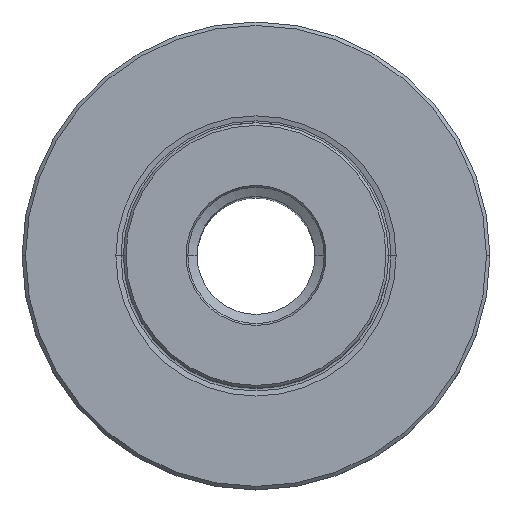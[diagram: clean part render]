
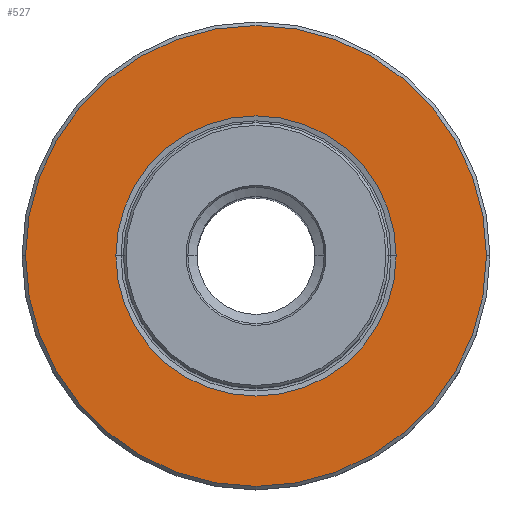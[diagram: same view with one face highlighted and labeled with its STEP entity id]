
A CAD part, top view. The second image highlights one B-rep face of the part: STEP entity #527.
In plain terms, the highlighted planar face has unit normal (0, 0, 1).
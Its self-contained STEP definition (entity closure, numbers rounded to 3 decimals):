
#253=VERTEX_POINT('NONE',#677);
#263=EDGE_CURVE('NONE',#575,#327,#687,.T.);
#327=VERTEX_POINT('NONE',#761);
#387=EDGE_CURVE('NONE',#449,#253,#830,.T.);
#409=EDGE_CURVE('NONE',#253,#449,#852,.T.);
#449=VERTEX_POINT('NONE',#896);
#519=EDGE_CURVE('NONE',#327,#575,#972,.T.);
#527=ADVANCED_FACE('NONE',(#980,#981),#982,.T.);
#575=VERTEX_POINT('NONE',#1034);
#677=CARTESIAN_POINT('',(19.012,0.,0.0));
#687=CIRCLE('',#1156,31.275);
#761=CARTESIAN_POINT('',(-31.275,0.,0.0));
#830=CIRCLE('',#1384,19.012);
#852=CIRCLE('',#1416,19.012);
#896=CARTESIAN_POINT('',(-19.012,0.,0.0));
#972=CIRCLE('',#1669,31.275);
#980=FACE_OUTER_BOUND('',#1679,.T.);
#981=FACE_BOUND('',#1680,.T.);
#982=PLANE('',#1681);
#1034=CARTESIAN_POINT('',(31.275,0.,0.0));
#1156=AXIS2_PLACEMENT_3D('',#1901,#1902,#1903);
#1384=AXIS2_PLACEMENT_3D('',#2115,#2116,#2117);
#1416=AXIS2_PLACEMENT_3D('',#2130,#2131,#2132);
#1669=AXIS2_PLACEMENT_3D('',#2259,#2260,#2261);
#1679=EDGE_LOOP('',(#2264,#2265));
#1680=EDGE_LOOP('',(#2266,#2267));
#1681=AXIS2_PLACEMENT_3D('',#2268,#2269,#2270);
#1901=CARTESIAN_POINT('',(0.0,0.0,0.0));
#1902=DIRECTION('',(0.0,0.0,-1.0));
#1903=DIRECTION('',(0.0,1.0,0.0));
#2115=CARTESIAN_POINT('',(0.0,0.0,0.0));
#2116=DIRECTION('',(0.0,-0.0,1.0));
#2117=DIRECTION('',(0.0,1.0,0.0));
#2130=CARTESIAN_POINT('',(0.0,0.0,0.0));
#2131=DIRECTION('',(0.0,-0.0,1.0));
#2132=DIRECTION('',(0.0,1.0,0.0));
#2259=CARTESIAN_POINT('',(0.0,0.0,0.0));
#2260=DIRECTION('',(0.0,0.0,-1.0));
#2261=DIRECTION('',(0.0,1.0,0.0));
#2264=ORIENTED_EDGE('',*,*,#519,.F.);
#2265=ORIENTED_EDGE('',*,*,#263,.F.);
#2266=ORIENTED_EDGE('',*,*,#409,.F.);
#2267=ORIENTED_EDGE('',*,*,#387,.F.);
#2268=CARTESIAN_POINT('',(-18.0,0.0,0.0));
#2269=DIRECTION('',(0.0,-0.0,1.0));
#2270=DIRECTION('',(0.0,1.0,0.0));
